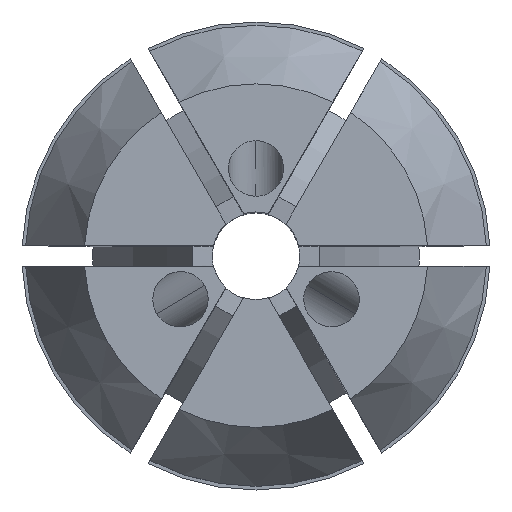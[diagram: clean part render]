
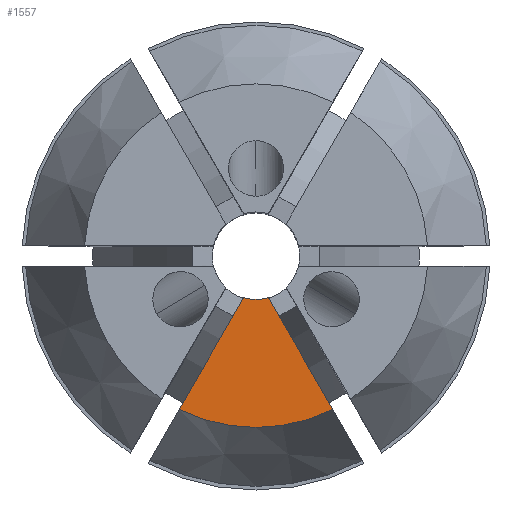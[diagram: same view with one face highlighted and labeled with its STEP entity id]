
A CAD part, top view. The second image highlights one B-rep face of the part: STEP entity #1557.
In plain terms, the highlighted planar face has unit normal (0, 0, 1).
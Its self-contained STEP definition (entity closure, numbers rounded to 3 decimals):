
#22 = VERTEX_POINT ( 'NONE', #317 ) ;
#28 = EDGE_LOOP ( 'NONE', ( #294, #447, #3053, #1813 ) ) ;
#122 = EDGE_CURVE ( 'NONE', #3329, #22, #2560, .T. ) ;
#214 = CIRCLE ( 'NONE', #441, 6.24 ) ;
#294 = ORIENTED_EDGE ( 'NONE', *, *, #2124, .F. ) ;
#317 = CARTESIAN_POINT ( 'NONE',  ( -2.79, -5.582, 27.5 ) ) ;
#333 = EDGE_CURVE ( 'NONE', #3969, #22, #214, .T. ) ;
#441 = AXIS2_PLACEMENT_3D ( 'NONE', #885, #2182, #2492 ) ;
#447 = ORIENTED_EDGE ( 'NONE', *, *, #122, .T. ) ;
#550 = PLANE ( 'NONE',  #3416 ) ;
#696 = CARTESIAN_POINT ( 'NONE',  ( -0.447, -1.523, 27.5 ) ) ;
#747 = VERTEX_POINT ( 'NONE', #918 ) ;
#813 = FACE_OUTER_BOUND ( 'NONE', #28, .T. ) ;
#861 = CARTESIAN_POINT ( 'NONE',  ( -3.027, 4.493, 27.5 ) ) ;
#885 = CARTESIAN_POINT ( 'NONE',  ( 0., 0., 27.5 ) ) ;
#918 = CARTESIAN_POINT ( 'NONE',  ( 0.447, -1.523, 27.5 ) ) ;
#1161 = CARTESIAN_POINT ( 'NONE',  ( 0., 6.24, 27.5 ) ) ;
#1228 = CARTESIAN_POINT ( 'NONE',  ( 0., 0., 27.5 ) ) ;
#1483 = DIRECTION ( 'NONE',  ( 0.5, -0.866, 0. ) ) ;
#1534 = DIRECTION ( 'NONE',  ( 1., 0., 0. ) ) ;
#1557 = ADVANCED_FACE ( 'NONE', ( #813 ), #550, .T. ) ;
#1582 = EDGE_CURVE ( 'NONE', #747, #3969, #3025, .T. ) ;
#1677 = DIRECTION ( 'NONE',  ( -0.5, -0.866, 0. ) ) ;
#1813 = ORIENTED_EDGE ( 'NONE', *, *, #1582, .F. ) ;
#1947 = VECTOR ( 'NONE', #1677, 1000. ) ;
#2018 = CARTESIAN_POINT ( 'NONE',  ( 3.027, 4.493, 27.5 ) ) ;
#2060 = CARTESIAN_POINT ( 'NONE',  ( 2.79, -5.582, 27.5 ) ) ;
#2124 = EDGE_CURVE ( 'NONE', #3329, #747, #3472, .T. ) ;
#2168 = VECTOR ( 'NONE', #1483, 1000. ) ;
#2182 = DIRECTION ( 'NONE',  ( 0., 0., -1. ) ) ;
#2198 = DIRECTION ( 'NONE',  ( 1., 0., 0. ) ) ;
#2492 = DIRECTION ( 'NONE',  ( -1., 0., 0. ) ) ;
#2519 = DIRECTION ( 'NONE',  ( 0., 0., 1. ) ) ;
#2560 = LINE ( 'NONE', #2018, #1947 ) ;
#3025 = LINE ( 'NONE', #861, #2168 ) ;
#3053 = ORIENTED_EDGE ( 'NONE', *, *, #333, .F. ) ;
#3311 = AXIS2_PLACEMENT_3D ( 'NONE', #1228, #2519, #1534 ) ;
#3329 = VERTEX_POINT ( 'NONE', #696 ) ;
#3416 = AXIS2_PLACEMENT_3D ( 'NONE', #1161, #3735, #2198 ) ;
#3472 = CIRCLE ( 'NONE', #3311, 1.587 ) ;
#3735 = DIRECTION ( 'NONE',  ( 0., 0., 1. ) ) ;
#3969 = VERTEX_POINT ( 'NONE', #2060 ) ;
